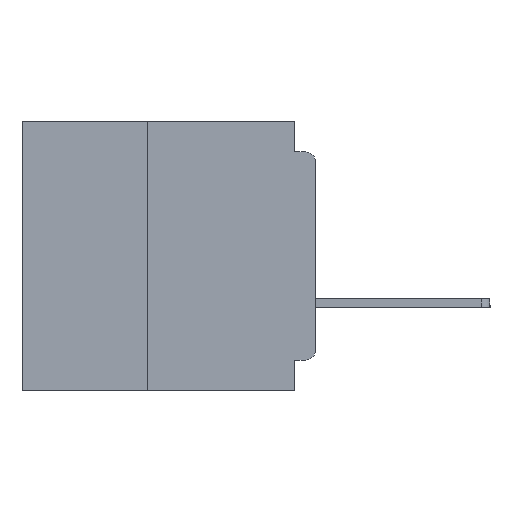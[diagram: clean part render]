
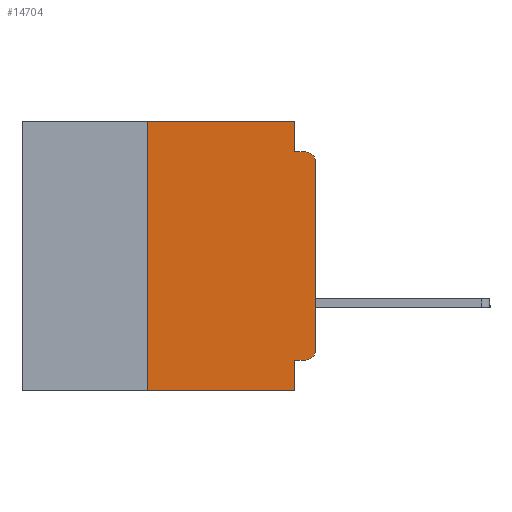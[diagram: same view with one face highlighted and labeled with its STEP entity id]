
A CAD part, left-side view. The second image highlights one B-rep face of the part: STEP entity #14704.
In plain terms, the highlighted planar face has unit normal (-1, 0, 0).
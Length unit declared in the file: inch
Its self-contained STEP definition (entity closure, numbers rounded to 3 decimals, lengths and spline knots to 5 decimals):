
#234 = CARTESIAN_POINT ( 'NONE',  ( 0., 0.031, -0.355 ) ) ;
#254 = ORIENTED_EDGE ( 'NONE', *, *, #45484, .T. ) ;
#303 = EDGE_CURVE ( 'NONE', #45578, #9843, #35321, .T. ) ;
#1122 = CARTESIAN_POINT ( 'NONE',  ( 0., 0., 0. ) ) ;
#1465 = VECTOR ( 'NONE', #12283, 39.37008 ) ;
#1807 = LINE ( 'NONE', #11016, #8688 ) ;
#2001 = ORIENTED_EDGE ( 'NONE', *, *, #13890, .F. ) ;
#3001 = CARTESIAN_POINT ( 'NONE',  ( 0., 0.015, -0.045 ) ) ;
#3434 = CIRCLE ( 'NONE', #45839, 0.015 ) ;
#4526 = CARTESIAN_POINT ( 'NONE',  ( 0., 0.437, 0. ) ) ;
#4697 = EDGE_LOOP ( 'NONE', ( #40612, #24141, #49688, #33293, #15984, #2001, #32031, #27279, #37355, #254 ) ) ;
#5607 = CARTESIAN_POINT ( 'NONE',  ( 0., 0.437, 0. ) ) ;
#5744 = LINE ( 'NONE', #48705, #46068 ) ;
#6845 = CARTESIAN_POINT ( 'NONE',  ( 0., 0.015, -0.355 ) ) ;
#7459 = EDGE_CURVE ( 'NONE', #41315, #31560, #8996, .T. ) ;
#7619 = AXIS2_PLACEMENT_3D ( 'NONE', #36364, #12964, #40221 ) ;
#7851 = CIRCLE ( 'NONE', #7619, 0.015 ) ;
#8345 = DIRECTION ( 'NONE',  ( -1., 0., 0. ) ) ;
#8688 = VECTOR ( 'NONE', #49795, 39.37008 ) ;
#8996 = LINE ( 'NONE', #27670, #28707 ) ;
#9243 = CARTESIAN_POINT ( 'NONE',  ( 0., 0., -0.34 ) ) ;
#9597 = PLANE ( 'NONE',  #19295 ) ;
#9843 = VERTEX_POINT ( 'NONE', #12134 ) ;
#10256 = DIRECTION ( 'NONE',  ( 0., 0., -1. ) ) ;
#10871 = VERTEX_POINT ( 'NONE', #31265 ) ;
#11016 = CARTESIAN_POINT ( 'NONE',  ( 0., 0., -0.045 ) ) ;
#11178 = LINE ( 'NONE', #29856, #50120 ) ;
#12134 = CARTESIAN_POINT ( 'NONE',  ( 0., 0.031, 0. ) ) ;
#12283 = DIRECTION ( 'NONE',  ( 0., 0., 1. ) ) ;
#12964 = DIRECTION ( 'NONE',  ( -1., 0., 0. ) ) ;
#13283 = EDGE_CURVE ( 'NONE', #35172, #47465, #3434, .T. ) ;
#13595 = VECTOR ( 'NONE', #22608, 39.37008 ) ;
#13890 = EDGE_CURVE ( 'NONE', #47268, #45578, #14532, .T. ) ;
#14005 = EDGE_CURVE ( 'NONE', #44300, #35172, #37110, .T. ) ;
#14437 = FACE_OUTER_BOUND ( 'NONE', #4697, .T. ) ;
#14524 = VECTOR ( 'NONE', #20468, 39.37008 ) ;
#14532 = LINE ( 'NONE', #28112, #1465 ) ;
#14704 = ADVANCED_FACE ( 'NONE', ( #14437 ), #9597, .F. ) ;
#15984 = ORIENTED_EDGE ( 'NONE', *, *, #303, .F. ) ;
#19295 = AXIS2_PLACEMENT_3D ( 'NONE', #5607, #48405, #36979 ) ;
#19469 = EDGE_CURVE ( 'NONE', #9843, #10871, #35613, .T. ) ;
#20468 = DIRECTION ( 'NONE',  ( 0., -1., 0. ) ) ;
#21394 = CARTESIAN_POINT ( 'NONE',  ( 0., 0.25, -0.4 ) ) ;
#22608 = DIRECTION ( 'NONE',  ( 0., 0., -1. ) ) ;
#24141 = ORIENTED_EDGE ( 'NONE', *, *, #13283, .T. ) ;
#26893 = VECTOR ( 'NONE', #28767, 39.37008 ) ;
#27279 = ORIENTED_EDGE ( 'NONE', *, *, #43513, .F. ) ;
#27670 = CARTESIAN_POINT ( 'NONE',  ( 0., 0., -0.355 ) ) ;
#28112 = CARTESIAN_POINT ( 'NONE',  ( 0., 0.25, -0.4 ) ) ;
#28707 = VECTOR ( 'NONE', #46854, 39.37008 ) ;
#28767 = DIRECTION ( 'NONE',  ( 0., 0., 1. ) ) ;
#29856 = CARTESIAN_POINT ( 'NONE',  ( 0., 0.031, -0.4 ) ) ;
#31265 = CARTESIAN_POINT ( 'NONE',  ( 0., 0.031, -0.045 ) ) ;
#31560 = VERTEX_POINT ( 'NONE', #234 ) ;
#31885 = CARTESIAN_POINT ( 'NONE',  ( 0., 0.015, -0.06 ) ) ;
#32031 = ORIENTED_EDGE ( 'NONE', *, *, #47939, .T. ) ;
#33267 = VERTEX_POINT ( 'NONE', #44025 ) ;
#33293 = ORIENTED_EDGE ( 'NONE', *, *, #19469, .F. ) ;
#33410 = DIRECTION ( 'NONE',  ( 0., -1., 0. ) ) ;
#35172 = VERTEX_POINT ( 'NONE', #41012 ) ;
#35321 = LINE ( 'NONE', #4526, #14524 ) ;
#35613 = LINE ( 'NONE', #41866, #13595 ) ;
#35766 = DIRECTION ( 'NONE',  ( 0., 0., -1. ) ) ;
#36364 = CARTESIAN_POINT ( 'NONE',  ( 0., 0.015, -0.34 ) ) ;
#36979 = DIRECTION ( 'NONE',  ( 0., 0., -1. ) ) ;
#37110 = LINE ( 'NONE', #1122, #26893 ) ;
#37355 = ORIENTED_EDGE ( 'NONE', *, *, #7459, .F. ) ;
#40221 = DIRECTION ( 'NONE',  ( 0., 0., -1. ) ) ;
#40612 = ORIENTED_EDGE ( 'NONE', *, *, #14005, .T. ) ;
#40877 = CARTESIAN_POINT ( 'NONE',  ( 0., 0.25, 0. ) ) ;
#41012 = CARTESIAN_POINT ( 'NONE',  ( 0., 0., -0.06 ) ) ;
#41315 = VERTEX_POINT ( 'NONE', #6845 ) ;
#41866 = CARTESIAN_POINT ( 'NONE',  ( 0., 0.031, 0. ) ) ;
#43513 = EDGE_CURVE ( 'NONE', #31560, #33267, #11178, .T. ) ;
#44025 = CARTESIAN_POINT ( 'NONE',  ( 0., 0.031, -0.4 ) ) ;
#44300 = VERTEX_POINT ( 'NONE', #9243 ) ;
#45484 = EDGE_CURVE ( 'NONE', #41315, #44300, #7851, .T. ) ;
#45578 = VERTEX_POINT ( 'NONE', #40877 ) ;
#45839 = AXIS2_PLACEMENT_3D ( 'NONE', #31885, #8345, #35766 ) ;
#46068 = VECTOR ( 'NONE', #33410, 39.37008 ) ;
#46854 = DIRECTION ( 'NONE',  ( 0., 1., 0. ) ) ;
#47268 = VERTEX_POINT ( 'NONE', #21394 ) ;
#47465 = VERTEX_POINT ( 'NONE', #3001 ) ;
#47939 = EDGE_CURVE ( 'NONE', #47268, #33267, #5744, .T. ) ;
#48405 = DIRECTION ( 'NONE',  ( 1., 0., 0. ) ) ;
#48705 = CARTESIAN_POINT ( 'NONE',  ( 0., 0.437, -0.4 ) ) ;
#49388 = EDGE_CURVE ( 'NONE', #10871, #47465, #1807, .T. ) ;
#49688 = ORIENTED_EDGE ( 'NONE', *, *, #49388, .F. ) ;
#49795 = DIRECTION ( 'NONE',  ( 0., -1., 0. ) ) ;
#50120 = VECTOR ( 'NONE', #10256, 39.37008 ) ;
